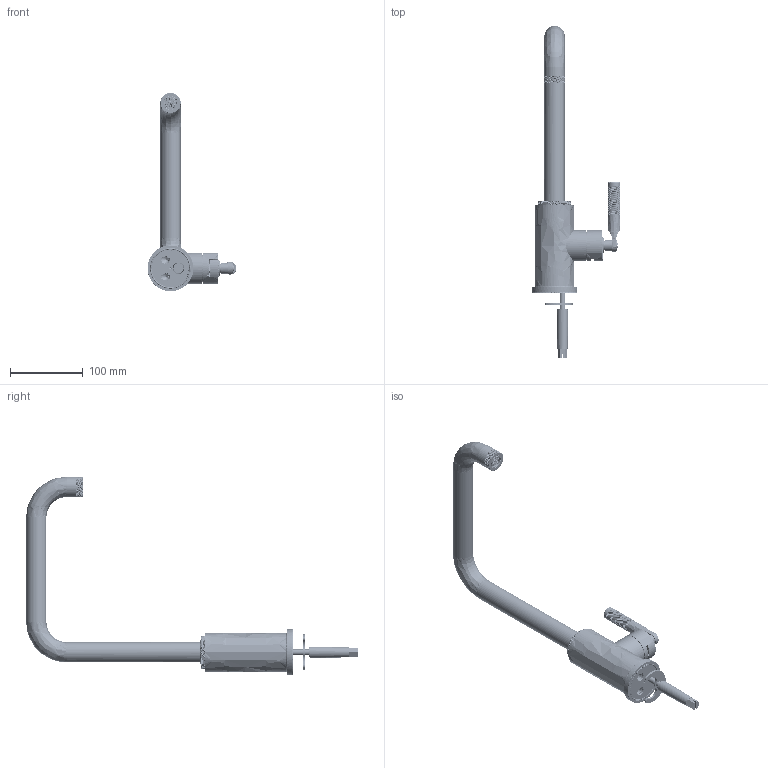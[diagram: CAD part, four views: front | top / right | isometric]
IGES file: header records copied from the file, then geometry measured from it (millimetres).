
Global section: file name: V7KA32LK; native system: Autodesk Inventor 2024; preprocessor: unknown; author: rclarke; date: 20231128.115707; units: millimetre
Bounding box: 122.4 x 457.45 x 273.6 mm (x, y, z)
Volume: 442660.9 mm3; surface area: 215373.5 mm2
Topology: 41 solids, 41 shells, 15015 faces, 32853 edges, 18039 vertices
Faces by surface type: bspline 15015
